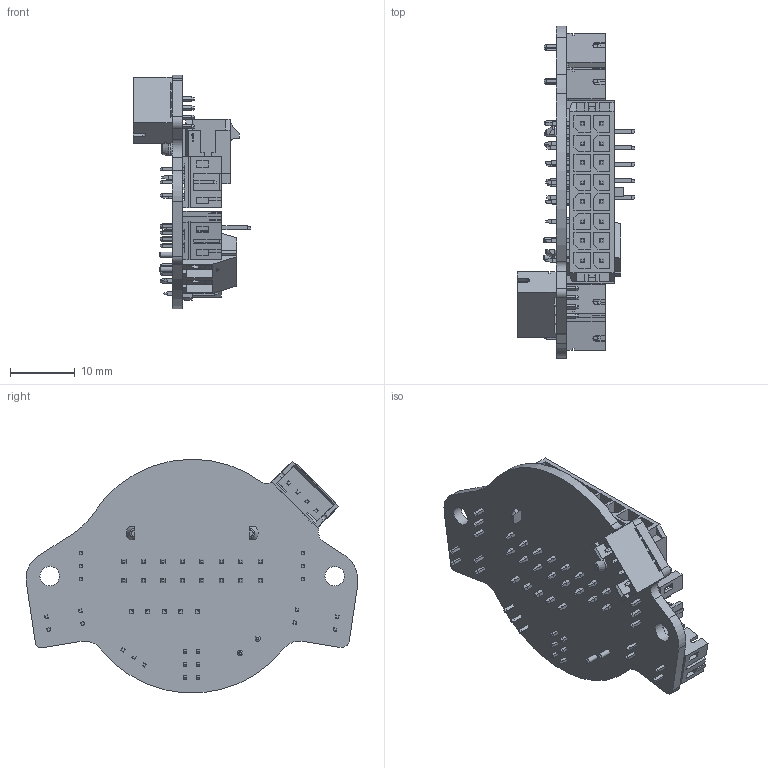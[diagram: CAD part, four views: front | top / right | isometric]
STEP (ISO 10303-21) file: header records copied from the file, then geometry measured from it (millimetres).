
FILE_DESCRIPTION(/* description */ (''),/* implementation_level */ '2;1');
FILE_NAME(/* name */ 'Mellow Fly MiniAB.step',/* time_stamp */ '2022-02-15T14:03:11-05:00',/* author */ (''),/* organization */ (''),/* preprocessor_version */ 'ST-DEVELOPER v18.1',/* originating_system */ 'Autodesk Translation Framework v10.13.0.1454',/* authorisation */ '');
FILE_SCHEMA (('AUTOMOTIVE_DESIGN { 1 0 10303 214 3 1 1 }'));
Products named in the file (12): Fly MiniAB; PCB; Connectors; 430451600; B2B-PH-K-S; B3B-PH-K-S; B4B-PH-K-S; 1x5 Male Pin Header; DG350-3.5-02P-12-00AH; Pin Header Male 1x03 MPE-Garry 150-1-003-0-S-XS0-0835; Pin Header Male 1x03 MPE-Garry 150-1-003-0-S-XS0-0835_1; Pin Header Male 1x32 MPE-Garry 150-1-001-0-S-XS0-0835
Assembly tree (21 placements, depth 4):
  Fly MiniAB
    PCB
    Connectors
      430451600
      B3B-PH-K-S  x3
      B2B-PH-K-S  x4
      B4B-PH-K-S
      1x5 Male Pin Header
      DG350-3.5-02P-12-00AH
      Pin Header Male 1x03 MPE-Garry 150-1-003-0-S-XS0-0835
        Pin Header Male 1x32 MPE-Garry 150-1-001-0-S-XS0-0835  x3
      Pin Header Male 1x03 MPE-Garry 150-1-003-0-S-XS0-0835_1
        Pin Header Male 1x32 MPE-Garry 150-1-001-0-S-XS0-0835  x3
Bounding box: 18.11 x 51.09 x 35.94 mm (x, y, z)
Volume: 4369.1 mm3; surface area: 9407.9 mm2
Topology: 23 solids, 23 shells, 3028 faces, 7718 edges, 4803 vertices
Faces by surface type: plane 2093, cylinder 438, bspline 341, sphere 144, torus 8, cone 4
Full cylindrical faces by diameter (mm): 0.8 x2, 1.5 x2, 2 x2, 2.8 x4, 3 x2
Entity records: 62398 total; most frequent: CARTESIAN_POINT 19628, ORIENTED_EDGE 9064, DIRECTION 7660, EDGE_CURVE 4532, LINE 3864, VECTOR 3864, VERTEX_POINT 2874, AXIS2_PLACEMENT_3D 1898
